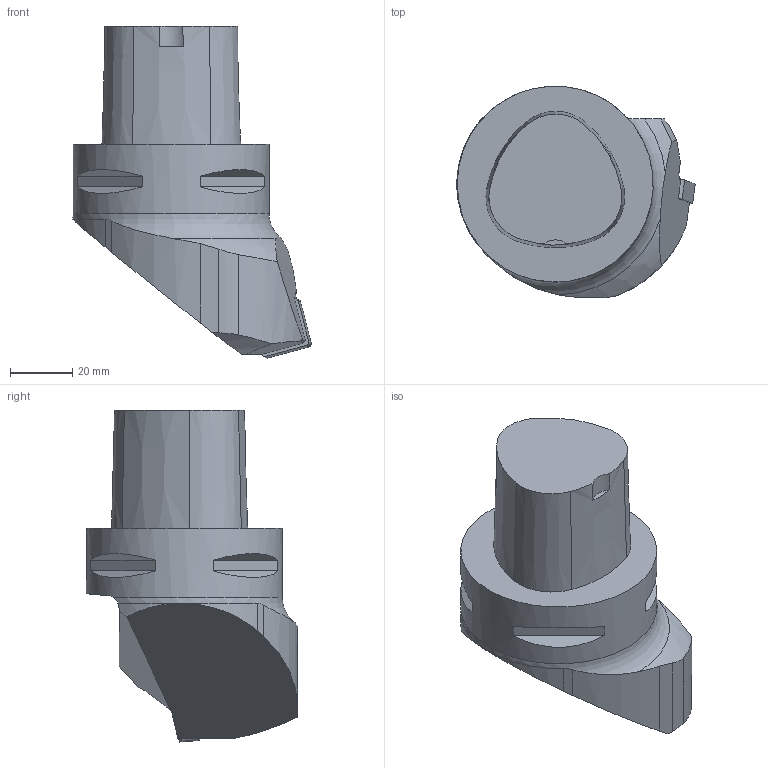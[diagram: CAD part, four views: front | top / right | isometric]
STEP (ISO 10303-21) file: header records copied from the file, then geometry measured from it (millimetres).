
FILE_DESCRIPTION(/* description */ (''),/* implementation_level */ '2;1');
FILE_NAME(/* name */ '1543406926445.stp',/* time_stamp */ '2018-11-28T17:38:53+05:00',/* author */ (''),/* organization */ ('SMS'),/* preprocessor_version */ 'ST-DEVELOPER v15',/* originating_system */ 'SIEMENS PLM Software NX 8.5',/* authorisation */ '');
FILE_SCHEMA (('AUTOMOTIVE_DESIGN { 1 0 10303 214 3 1 1 1 }'));
Length unit declared in the file: millimetre
Products named in the file (4): IsoTurningInsert; ASSEMBLY_CONSTRUCTION; 201880025mod000_01; 201880023mod000_01
Assembly tree (3 placements, depth 2):
  201880023mod000_01
    201880025mod000_01
    ASSEMBLY_CONSTRUCTION
    IsoTurningInsert
Bounding box: 76.63 x 67.89 x 106.75 mm (x, y, z)
Volume: 210655.4 mm3; surface area: 23734.2 mm2
Topology: 2 solids, 2 shells, 82 faces, 214 edges, 147 vertices
Faces by surface type: plane 42, cylinder 25, torus 6, cone 6, bspline 3
Full cylindrical faces by diameter (mm): 6.35 x2, 63 x1
Entity records: 2846 total; most frequent: CARTESIAN_POINT 693, DIRECTION 430, ORIENTED_EDGE 410, EDGE_CURVE 205, AXIS2_PLACEMENT_3D 167, VERTEX_POINT 136, LINE 96, VECTOR 96
